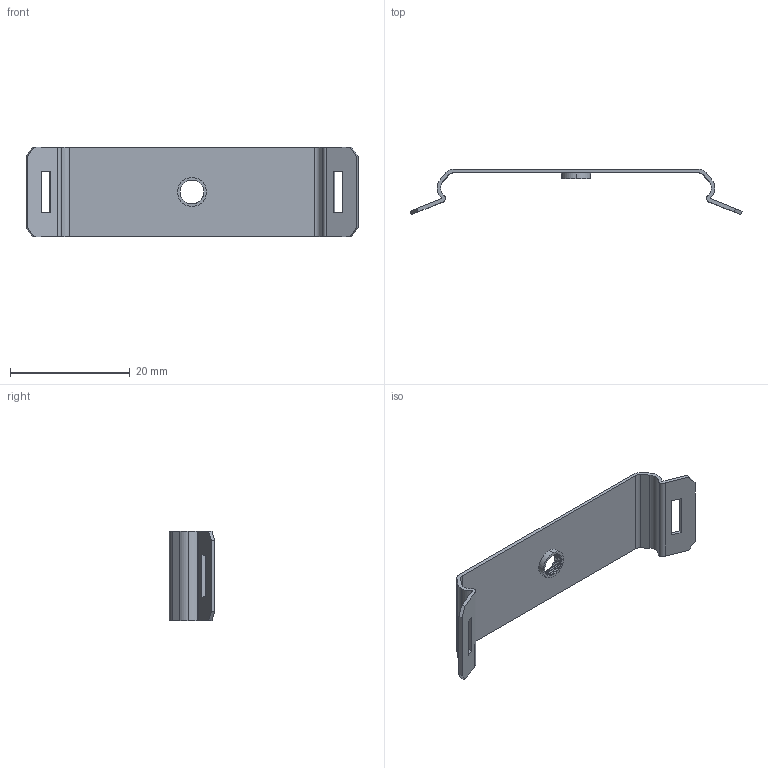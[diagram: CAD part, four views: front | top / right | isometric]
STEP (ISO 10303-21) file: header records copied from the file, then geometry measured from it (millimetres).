
FILE_DESCRIPTION (( 'STEP AP214' ), '1' );
FILE_NAME ('1030-554.STEP', '2024-01-05T09:23:58', ( '' ), ( '' ), 'SwSTEP 2.0', 'SolidWorks 2022', '' );
FILE_SCHEMA (( 'AUTOMOTIVE_DESIGN' ));
Length unit declared in the file: millimetre
Products named in the file (1): 1030-554
Bounding box: 55.55 x 7.59 x 15 mm (x, y, z)
Volume: 568.2 mm3; surface area: 2041.3 mm2
Topology: 1 solids, 1 shells, 60 faces, 169 edges, 112 vertices
Faces by surface type: cylinder 29, plane 28, bspline 3
Entity records: 2548 total; most frequent: CARTESIAN_POINT 1004, ORIENTED_EDGE 338, DIRECTION 293, EDGE_CURVE 169, VERTEX_POINT 112, LINE 101, VECTOR 101, AXIS2_PLACEMENT_3D 96
